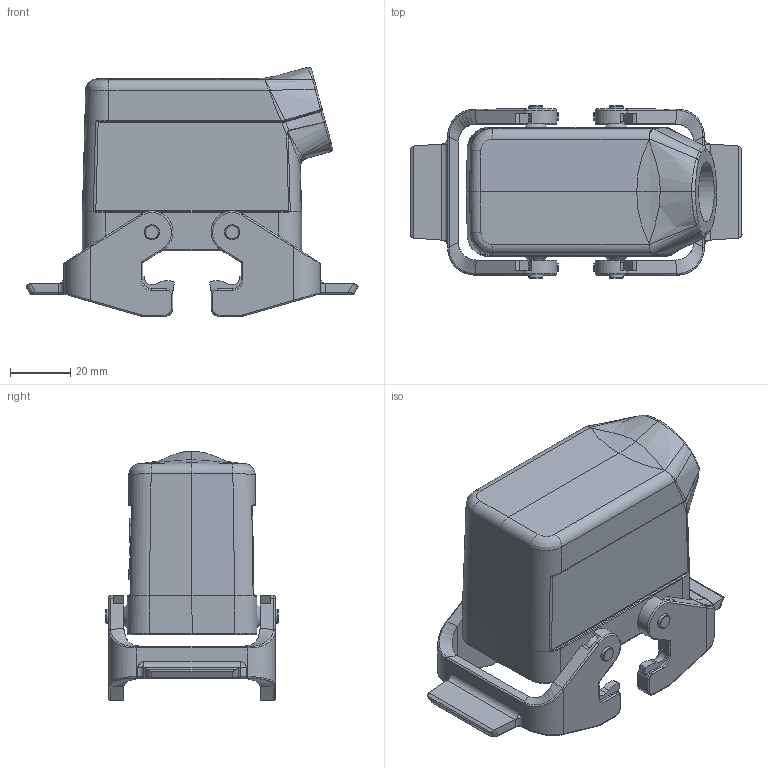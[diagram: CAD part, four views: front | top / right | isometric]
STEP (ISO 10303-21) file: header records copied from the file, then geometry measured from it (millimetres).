
FILE_DESCRIPTION(/* description */ (''),/* implementation_level */ '2;1');
FILE_NAME(/* name */ '100094866ugm000_d.stp',/* time_stamp */ '2017-10-25T12:38:08+02:00',/* author */ (''),/* organization */ (''),/* preprocessor_version */ 'ST-DEVELOPER v16',/* originating_system */ 'SIEMENS PLM Software NX 10.0',/* authorisation */ '');
FILE_SCHEMA (('AUTOMOTIVE_DESIGN { 1 0 10303 214 3 1 1 1 }'));
Length unit declared in the file: millimetre
Products named in the file (1): 100094866ugm000_d
Bounding box: 110 x 57.2 x 82.66 mm (x, y, z)
Volume: 77451.1 mm3; surface area: 43084.1 mm2
Topology: 3 solids, 3 shells, 719 faces, 2330 edges, 2155 vertices
Faces by surface type: plane 256, bspline 219, cylinder 203, cone 22, torus 19
Full cylindrical faces by diameter (mm): 3 x4, 5.1 x4, 16 x1, 20 x1
Entity records: 34615 total; most frequent: CARTESIAN_POINT 13159, ORIENTED_EDGE 3454, DIRECTION 2987, EDGE_CURVE 1727, VERTEX_POINT 1069, AXIS2_PLACEMENT_3D 1006, LINE 975, VECTOR 975
